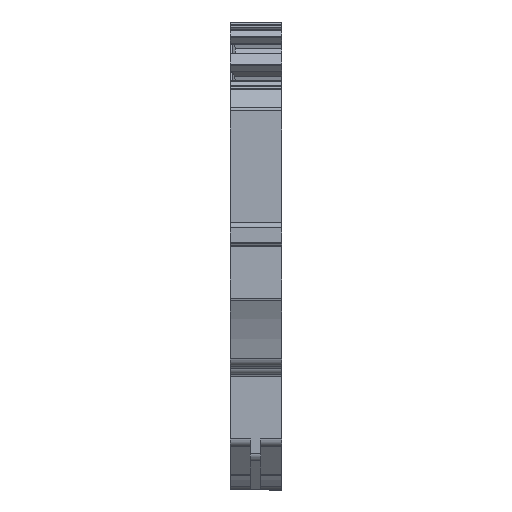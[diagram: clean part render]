
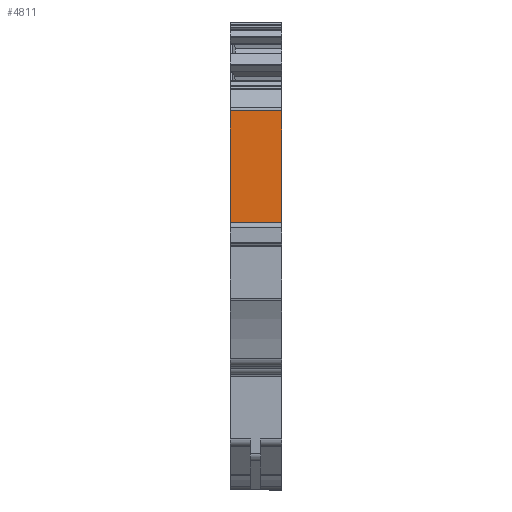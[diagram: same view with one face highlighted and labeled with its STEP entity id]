
A CAD part, front view. The second image highlights one B-rep face of the part: STEP entity #4811.
In plain terms, the highlighted planar face has unit normal (0, -1, 0).
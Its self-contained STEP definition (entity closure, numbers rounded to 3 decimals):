
#4760=AXIS2_PLACEMENT_3D('Plane Axis2P3D',#4757,#4758,#4759) ;
#4715=CARTESIAN_POINT('Line Origine',(0.3,39.15,25.75)) ;
#4719=CARTESIAN_POINT('Vertex',(0.6,39.15,25.75)) ;
#4721=CARTESIAN_POINT('Vertex',(0.,39.15,25.75)) ;
#4757=CARTESIAN_POINT('Axis2P3D Location',(-1.,39.15,25.75)) ;
#4762=CARTESIAN_POINT('Line Origine',(2.5,39.15,36.492)) ;
#4766=CARTESIAN_POINT('Vertex',(5.,39.15,36.492)) ;
#4768=CARTESIAN_POINT('Vertex',(0.,39.15,36.492)) ;
#4771=CARTESIAN_POINT('Line Origine',(0.,39.15,31.121)) ;
#4776=CARTESIAN_POINT('Line Origine',(0.75,39.15,25.49)) ;
#4780=CARTESIAN_POINT('Vertex',(0.9,39.15,25.23)) ;
#4783=CARTESIAN_POINT('Line Origine',(0.9,39.15,24.524)) ;
#4787=CARTESIAN_POINT('Vertex',(0.9,39.15,23.817)) ;
#4790=CARTESIAN_POINT('Line Origine',(2.95,39.15,23.817)) ;
#4794=CARTESIAN_POINT('Vertex',(5.,39.15,23.817)) ;
#4797=CARTESIAN_POINT('Line Origine',(5.,39.15,30.154)) ;
#4716=DIRECTION('Vector Direction',(-1.,0.,0.)) ;
#4758=DIRECTION('Axis2P3D Direction',(0.,-1.,0.)) ;
#4759=DIRECTION('Axis2P3D XDirection',(0.,0.,1.)) ;
#4763=DIRECTION('Vector Direction',(-1.,0.,0.)) ;
#4772=DIRECTION('Vector Direction',(0.,0.,1.)) ;
#4777=DIRECTION('Vector Direction',(0.5,0.,-0.866)) ;
#4784=DIRECTION('Vector Direction',(0.,0.,1.)) ;
#4791=DIRECTION('Vector Direction',(-1.,0.,0.)) ;
#4798=DIRECTION('Vector Direction',(0.,0.,1.)) ;
#4717=VECTOR('Line Direction',#4716,1.) ;
#4764=VECTOR('Line Direction',#4763,1.) ;
#4773=VECTOR('Line Direction',#4772,1.) ;
#4778=VECTOR('Line Direction',#4777,1.) ;
#4785=VECTOR('Line Direction',#4784,1.) ;
#4792=VECTOR('Line Direction',#4791,1.) ;
#4799=VECTOR('Line Direction',#4798,1.) ;
#4803=ORIENTED_EDGE('',*,*,#4770,.T.) ;
#4804=ORIENTED_EDGE('',*,*,#4775,.F.) ;
#4805=ORIENTED_EDGE('',*,*,#4723,.F.) ;
#4806=ORIENTED_EDGE('',*,*,#4782,.T.) ;
#4807=ORIENTED_EDGE('',*,*,#4789,.F.) ;
#4808=ORIENTED_EDGE('',*,*,#4796,.F.) ;
#4809=ORIENTED_EDGE('',*,*,#4801,.T.) ;
#4811=ADVANCED_FACE('KLTR ZIA1.5/4L-PE.1\\K\X2\00F6\X0\rper.4 ( *SOL1 - wsp *MASTER -  -Non Smart-  )',(#4810),#4761,.T.) ;
#4723=EDGE_CURVE('',#4720,#4722,#4718,.T.) ;
#4770=EDGE_CURVE('',#4767,#4769,#4765,.T.) ;
#4775=EDGE_CURVE('',#4722,#4769,#4774,.T.) ;
#4782=EDGE_CURVE('',#4720,#4781,#4779,.T.) ;
#4789=EDGE_CURVE('',#4788,#4781,#4786,.T.) ;
#4796=EDGE_CURVE('',#4795,#4788,#4793,.T.) ;
#4801=EDGE_CURVE('',#4795,#4767,#4800,.T.) ;
#4802=EDGE_LOOP('',(#4803,#4804,#4805,#4806,#4807,#4808,#4809)) ;
#4810=FACE_OUTER_BOUND('',#4802,.T.) ;
#4718=LINE('Line',#4715,#4717) ;
#4765=LINE('Line',#4762,#4764) ;
#4774=LINE('Line',#4771,#4773) ;
#4779=LINE('Line',#4776,#4778) ;
#4786=LINE('Line',#4783,#4785) ;
#4793=LINE('Line',#4790,#4792) ;
#4800=LINE('Line',#4797,#4799) ;
#4761=PLANE('',#4760) ;
#4720=VERTEX_POINT('',#4719) ;
#4722=VERTEX_POINT('',#4721) ;
#4767=VERTEX_POINT('',#4766) ;
#4769=VERTEX_POINT('',#4768) ;
#4781=VERTEX_POINT('',#4780) ;
#4788=VERTEX_POINT('',#4787) ;
#4795=VERTEX_POINT('',#4794) ;
